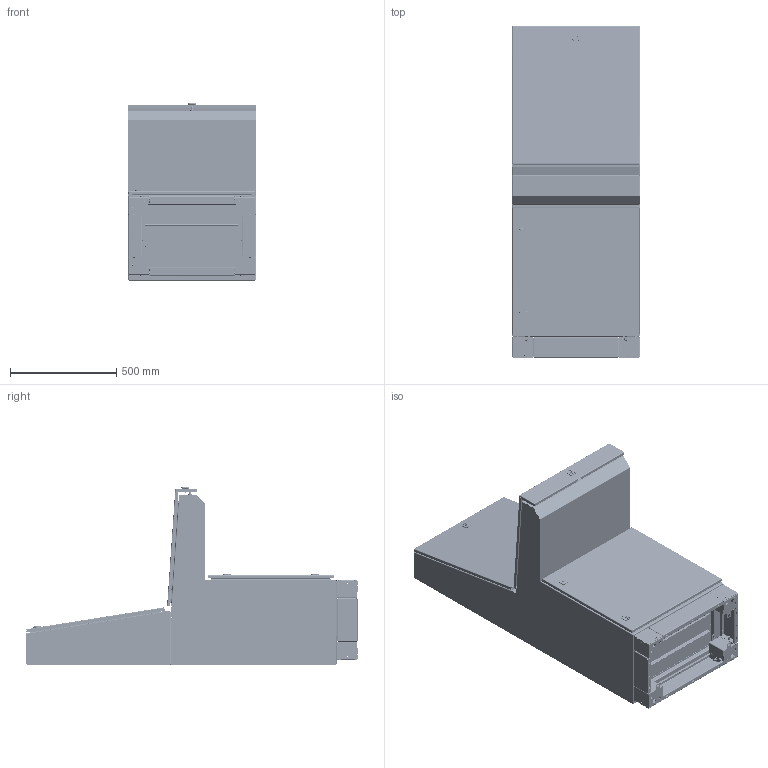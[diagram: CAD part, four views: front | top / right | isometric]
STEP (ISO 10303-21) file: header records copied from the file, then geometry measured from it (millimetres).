
FILE_DESCRIPTION (( 'STEP AP214' ), '1' );
FILE_NAME ('586.400.STEP', '2025-12-02T11:03:11', ( '' ), ( '' ), 'SwSTEP 2.0', 'SolidWorks 2021', '' );
FILE_SCHEMA (( 'AUTOMOTIVE_DESIGN' ));
Length unit declared in the file: millimetre
Products named in the file (82): 58.060.060.00-01 捘; Ãàéêà M6 DIN6923.step; 58.060.060.00-01; 58.000.060.40-07; Êîðïóñ ñ ëîãîòèïîì; 710.140 眈翴錪; ﾘ; 58.000.068.00-072; 2; 708.000.02-2; 708.100.03; Ãàéêà DIN934- Ì8-Zn; 51.060.000.00-06; Øïèëüêà ïðèâàðíàÿ Ì6õ25; Óïëîòíèòåëü; 58.060.000.00-09 捘; Çàìîê êîíñîëè; 58.000.060.40-08; 636.101; Ãàñêåòèíã êîíñîëè W600; 58.060.000.00-154; Ãàñêåòèíã òóìáû w600; 絊膰錪 W600H100D400; Ëè÷èíêà; 58.060.068.00-091 捘; 710.140; 58.060.000.40-021; Çàìîê íà íàäñòðîéêó; 58.060.060.00-04 捘; 妈眚 DIN 912-󋔉6-Zn; 58.060.060.40-02 捘; 011; 58.060.000.00-153; Âèíò Ì4; Øàðíèð ïðèâàðíàÿ ÷àñòü; 58.060.068.00-022 捘; 50.000.02; Ïðîôèëü äâåðíîé; Âèíò Ì5õ10 ñ ïîëóêð. ãîëîâêîé; 58.060.000.40-021 捘 ...
Assembly tree (250 placements, depth 4):
  586.400
    58.060.060.40-02 捘
      58.060.060.00-02
      58.000.060.40-07
      58.000.060.40-08
      58.060.000.00-151
      58.060.000.00-152
      Çàêëåïêà ðåçüáîâàÿ Ì8 øåñòèãðàííàÿ ñ óìåíüøåííûì áîðòîì  x8
      Øïèëüêà ïðèâàðíàÿ Ì6õ25  x4
      Øïèëüêà ïðèâàðíàÿ Ì6õ16  x10
    58.060.000.40-021 捘
      58.060.000.40-021
      58.000.000.40-071
      58.000.000.40-081
      58.060.000.00-153
      Øïèëüêà ïðèâàðíàÿ Ì6õ16  x6
    58.060.068.00-022 捘
      58.060.068.00-022
      58.000.068.00-072
      58.000.068.00-082
      58.060.000.00-154
      Øïèëüêà ïðèâàðíàÿ Ì6õ25  x4
      Øïèëüêà ïðèâàðíàÿ Ì6õ16  x4
      01  x2
    Âòóëêà øàðíèðà  x5
    Øàðíèð âíåøíÿÿ ÷àñòü  x6
    Øàðíèð îòâåòíàÿ ÷àñòü  x6
    011
    58.060.000.00-09 捘
      58.060.000.00-09
      50.000.02  x2
      Øàðíèð ïðèâàðíàÿ ÷àñòü  x2
      Ãàñêåòèíã êîíñîëè W600
      51.060.000.00-06
      Øïèëüêà ïðèâàðíàÿ Ì6õ16  x2
    58.060.068.00-091 捘
      58.060.068.00-091
      51.060.000.00-06
      Øàðíèð ïðèâàðíàÿ ÷àñòü  x2
      Ãàñêåòèíã íàäñòðîéêè W600
      Øïèëüêà ïðèâàðíàÿ Ì6õ16  x2
      Øïèëüêà ïðèâàðíàÿ Ì6õ10  x4
    ﾘ
    012
    636.101  x3
    58.000.060.00  x4
    58.060.068.00-04 捘
      58.060.068.00-04
      Çàêëåïêà ðåçüáîâàÿ Ì6 øåñòèãðàííàÿ ñ óìåíüøåííûì áîðòîì  x4
    58.060.060.00-04 捘
      58.060.060.00-04
      Çàêëåïêà ðåçüáîâàÿ Ì6 øåñòèãðàííàÿ ñ óìåíüøåííûì áîðòîì  x4
    Ïðîñòàâêà 14ìì  x8
    58.060.060.00-01 捘
      58.060.060.00-01
      Ãàñêåòèíã òóìáû w600
      Øàðíèð ïðèâàðíàÿ ÷àñòü  x2
      Ïðîôèëü äâåðíîé  x2
      Øïèëüêà ïðèâàðíàÿ Ì6õ16  x2
    鼁1  x2
Bounding box: 600.5 x 1562.48 x 833.81 mm (x, y, z)
Volume: 9345247.4 mm3; surface area: 11755117.2 mm2
Topology: 264 solids, 264 shells, 13573 faces, 35180 edges, 22346 vertices
Faces by surface type: plane 6260, cylinder 5463, cone 868, bspline 519, torus 451, sphere 12
Entity records: 181133 total; most frequent: CARTESIAN_POINT 61922, ORIENTED_EDGE 24804, DIRECTION 21057, EDGE_CURVE 12402, VERTEX_POINT 7827, AXIS2_PLACEMENT_3D 7296, LINE 6465, VECTOR 6465
